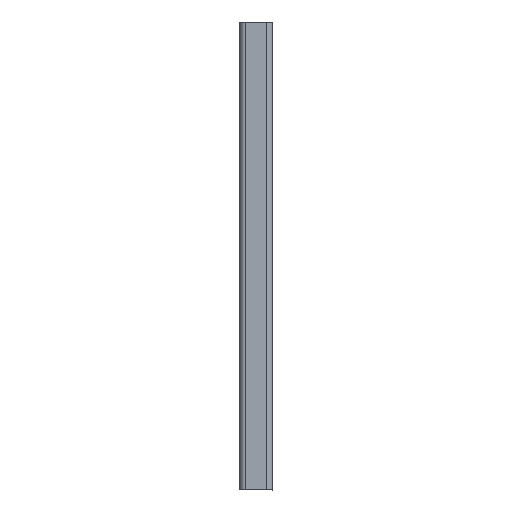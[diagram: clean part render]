
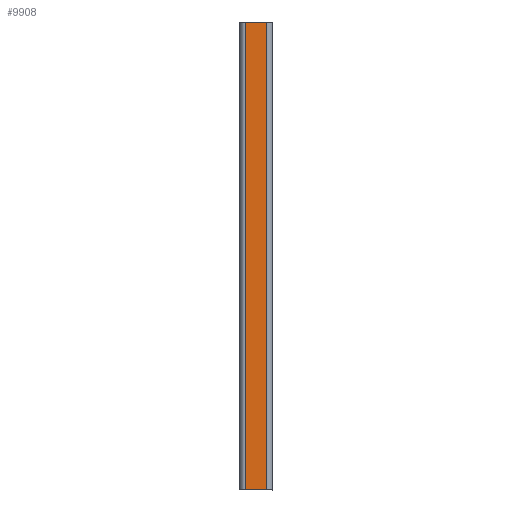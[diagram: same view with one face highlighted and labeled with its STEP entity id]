
A CAD part, left-side view. The second image highlights one B-rep face of the part: STEP entity #9908.
In plain terms, the highlighted planar face has unit normal (-1, 0, 0).
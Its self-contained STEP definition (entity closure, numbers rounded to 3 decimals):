
#688 = EDGE_CURVE ( 'NONE', #14336, #15422, #16792, .T. ) ;
#1455 = VERTEX_POINT ( 'NONE', #2330 ) ;
#1471 = CARTESIAN_POINT ( 'NONE',  ( -20.5, 17.25, 0. ) ) ;
#1565 = DIRECTION ( 'NONE',  ( 0., 0., 1. ) ) ;
#1606 = EDGE_CURVE ( 'NONE', #1455, #16850, #10490, .T. ) ;
#2309 = DIRECTION ( 'NONE',  ( 0., 0., 1. ) ) ;
#2330 = CARTESIAN_POINT ( 'NONE',  ( -20.5, 17.25, -300. ) ) ;
#2895 = VECTOR ( 'NONE', #1565, 1000. ) ;
#2940 = ORIENTED_EDGE ( 'NONE', *, *, #7512, .T. ) ;
#2950 = LINE ( 'NONE', #12815, #8835 ) ;
#3300 = CARTESIAN_POINT ( 'NONE',  ( -20.5, 3.75, 0. ) ) ;
#3781 = DIRECTION ( 'NONE',  ( 0., 1., 0. ) ) ;
#4090 = ORIENTED_EDGE ( 'NONE', *, *, #14898, .F. ) ;
#5601 = ORIENTED_EDGE ( 'NONE', *, *, #688, .T. ) ;
#7512 = EDGE_CURVE ( 'NONE', #15422, #16850, #11491, .T. ) ;
#8835 = VECTOR ( 'NONE', #8971, 1000. ) ;
#8971 = DIRECTION ( 'NONE',  ( 0., 1., 0. ) ) ;
#9631 = CARTESIAN_POINT ( 'NONE',  ( -20.5, 17.25, -150. ) ) ;
#9908 = ADVANCED_FACE ( 'NONE', ( #13515 ), #14647, .F. ) ;
#10161 = EDGE_LOOP ( 'NONE', ( #2940, #15917, #4090, #5601 ) ) ;
#10373 = CARTESIAN_POINT ( 'NONE',  ( -20.5, 3.75, -300. ) ) ;
#10390 = CARTESIAN_POINT ( 'NONE',  ( -20.5, 3.75, -150. ) ) ;
#10490 = LINE ( 'NONE', #9631, #2895 ) ;
#11491 = LINE ( 'NONE', #11892, #13381 ) ;
#11892 = CARTESIAN_POINT ( 'NONE',  ( -20.5, 0., 0. ) ) ;
#11907 = DIRECTION ( 'NONE',  ( 0., 0., -1. ) ) ;
#12269 = AXIS2_PLACEMENT_3D ( 'NONE', #13120, #17220, #11907 ) ;
#12815 = CARTESIAN_POINT ( 'NONE',  ( -20.5, 0., -300. ) ) ;
#13120 = CARTESIAN_POINT ( 'NONE',  ( -20.5, 0., -150. ) ) ;
#13381 = VECTOR ( 'NONE', #3781, 1000. ) ;
#13515 = FACE_OUTER_BOUND ( 'NONE', #10161, .T. ) ;
#14336 = VERTEX_POINT ( 'NONE', #10373 ) ;
#14508 = VECTOR ( 'NONE', #2309, 1000. ) ;
#14647 = PLANE ( 'NONE',  #12269 ) ;
#14898 = EDGE_CURVE ( 'NONE', #14336, #1455, #2950, .T. ) ;
#15422 = VERTEX_POINT ( 'NONE', #3300 ) ;
#15917 = ORIENTED_EDGE ( 'NONE', *, *, #1606, .F. ) ;
#16792 = LINE ( 'NONE', #10390, #14508 ) ;
#16850 = VERTEX_POINT ( 'NONE', #1471 ) ;
#17220 = DIRECTION ( 'NONE',  ( 1., 0., 0. ) ) ;
